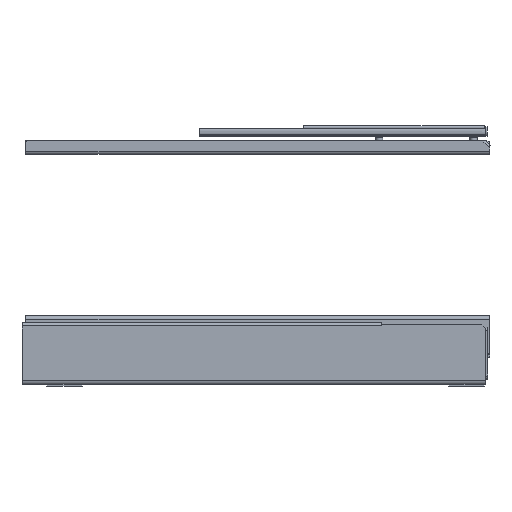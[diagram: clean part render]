
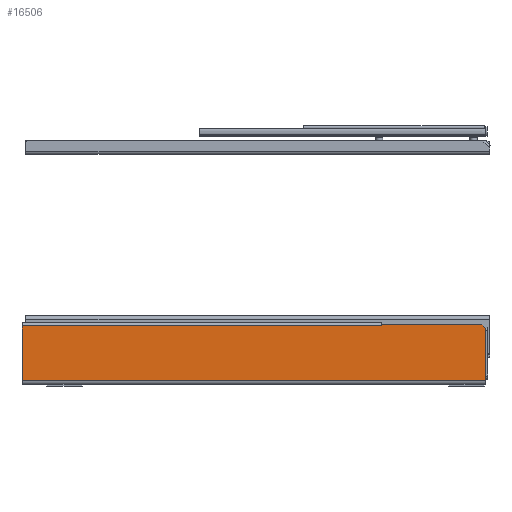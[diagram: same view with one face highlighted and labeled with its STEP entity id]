
A CAD part, left-side view. The second image highlights one B-rep face of the part: STEP entity #16506.
In plain terms, the highlighted planar face has unit normal (-1, 0, 0).
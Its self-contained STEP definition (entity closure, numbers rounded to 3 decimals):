
#2223=FACE_OUTER_BOUND('',#3208,.T.);
#3208=EDGE_LOOP('',(#13388,#13389,#13390,#13391,#13392,#13393,#13394,#13395,
#13396));
#3752=LINE('',#23995,#5119);
#3763=LINE('',#24030,#5130);
#4523=LINE('',#27354,#5890);
#4525=LINE('',#27363,#5892);
#4529=LINE('',#27371,#5896);
#4532=LINE('',#27376,#5899);
#4533=LINE('',#27377,#5900);
#4534=LINE('',#27379,#5901);
#4535=LINE('',#27380,#5902);
#5119=VECTOR('',#18867,10.);
#5130=VECTOR('',#18894,10.);
#5890=VECTOR('',#21680,10.);
#5892=VECTOR('',#21690,10.);
#5896=VECTOR('',#21696,10.);
#5899=VECTOR('',#21701,10.);
#5900=VECTOR('',#21702,10.);
#5901=VECTOR('',#21703,10.);
#5902=VECTOR('',#21704,10.);
#6489=VERTEX_POINT('',#23992);
#6490=VERTEX_POINT('',#23994);
#6505=VERTEX_POINT('',#24027);
#6506=VERTEX_POINT('',#24029);
#7409=VERTEX_POINT('',#27353);
#7411=VERTEX_POINT('',#27361);
#7412=VERTEX_POINT('',#27362);
#7415=VERTEX_POINT('',#27370);
#7417=VERTEX_POINT('',#27378);
#8079=EDGE_CURVE('',#6489,#6490,#3752,.T.);
#8096=EDGE_CURVE('',#6506,#6505,#3763,.T.);
#9521=EDGE_CURVE('',#7409,#6506,#4523,.T.);
#9525=EDGE_CURVE('',#7411,#7412,#4525,.T.);
#9529=EDGE_CURVE('',#7412,#7415,#4529,.T.);
#9532=EDGE_CURVE('',#7415,#7409,#4532,.T.);
#9533=EDGE_CURVE('',#6505,#6490,#4533,.T.);
#9534=EDGE_CURVE('',#7417,#6489,#4534,.T.);
#9535=EDGE_CURVE('',#7417,#7411,#4535,.T.);
#13388=ORIENTED_EDGE('',*,*,#9525,.T.);
#13389=ORIENTED_EDGE('',*,*,#9529,.T.);
#13390=ORIENTED_EDGE('',*,*,#9532,.T.);
#13391=ORIENTED_EDGE('',*,*,#9521,.T.);
#13392=ORIENTED_EDGE('',*,*,#8096,.T.);
#13393=ORIENTED_EDGE('',*,*,#9533,.T.);
#13394=ORIENTED_EDGE('',*,*,#8079,.F.);
#13395=ORIENTED_EDGE('',*,*,#9534,.F.);
#13396=ORIENTED_EDGE('',*,*,#9535,.T.);
#15758=PLANE('',#18001);
#16506=ADVANCED_FACE('',(#2223),#15758,.T.);
#18001=AXIS2_PLACEMENT_3D('',#27375,#21699,#21700);
#18867=DIRECTION('',(0.,0.,-1.));
#18894=DIRECTION('',(0.,0.,-1.));
#21680=DIRECTION('',(0.,1.,0.));
#21690=DIRECTION('',(0.,0.,-1.));
#21696=DIRECTION('',(0.,1.,0.));
#21699=DIRECTION('center_axis',(-1.,0.,0.));
#21700=DIRECTION('ref_axis',(0.,-1.,0.));
#21701=DIRECTION('',(0.,0.,1.));
#21702=DIRECTION('',(0.,-1.,0.));
#21703=DIRECTION('',(0.,-0.707,-0.707));
#21704=DIRECTION('',(0.,1.,0.));
#23992=CARTESIAN_POINT('',(-54.,5.,74.3));
#23994=CARTESIAN_POINT('',(-54.,5.,7.));
#23995=CARTESIAN_POINT('',(-54.,5.,82.5));
#24027=CARTESIAN_POINT('',(-54.,605.,7.));
#24029=CARTESIAN_POINT('',(-54.,605.,78.));
#24030=CARTESIAN_POINT('',(-54.,605.,82.5));
#27353=CARTESIAN_POINT('',(-54.,140.,78.));
#27354=CARTESIAN_POINT('',(-54.,72.5,78.));
#27361=CARTESIAN_POINT('',(-54.,139.99,79.3));
#27362=CARTESIAN_POINT('',(-54.,139.99,77.99));
#27363=CARTESIAN_POINT('',(-54.,139.99,80.9));
#27370=CARTESIAN_POINT('',(-54.,140.,77.99));
#27371=CARTESIAN_POINT('',(-54.,72.495,77.99));
#27375=CARTESIAN_POINT('Origin',(-54.,5.,82.5));
#27376=CARTESIAN_POINT('',(-54.,140.,80.245));
#27377=CARTESIAN_POINT('',(-54.,155.,7.));
#27378=CARTESIAN_POINT('',(-54.,10.,79.3));
#27379=CARTESIAN_POINT('',(-54.,8.3,77.6));
#27380=CARTESIAN_POINT('',(-54.,-6.689,79.3));
